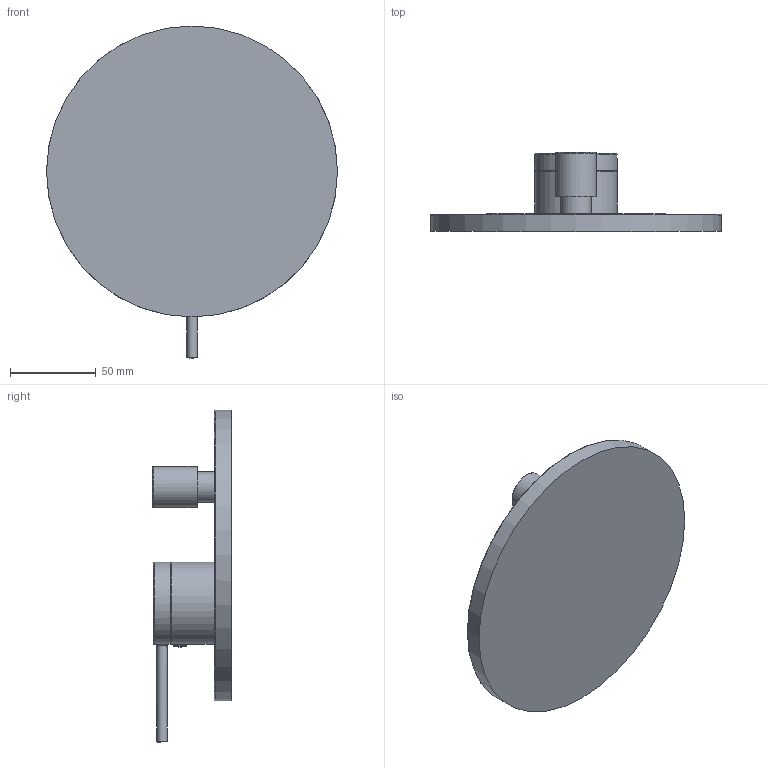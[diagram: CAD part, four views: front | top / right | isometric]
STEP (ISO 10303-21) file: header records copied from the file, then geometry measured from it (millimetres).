
FILE_DESCRIPTION(/* description */ (''),/* implementation_level */ '2;1');
FILE_NAME(/* name */ '3D_TVS106353113_Dawn.step',/* time_stamp */ '2023-01-16T09:39:57+01:00',/* author */ (''),/* organization */ (''),/* preprocessor_version */ 'ST-DEVELOPER v19.2',/* originating_system */ 'Autodesk Translation Framework v11.17.0.187',/* authorisation */ '');
FILE_SCHEMA (('AUTOMOTIVE_DESIGN { 1 0 10303 214 3 1 1 }'));
Length unit declared in the file: millimetre
Products named in the file (7): (Nicht gespeichert); MSBR-58; MSBR-57; MSBR-52; MSBR-47; MSBR-43; MSBR-26
Assembly tree (6 placements, depth 2):
  (Nicht gespeichert)
    MSBR-58
    MSBR-57
    MSBR-52
    MSBR-47
    MSBR-43
    MSBR-26
Bounding box: 170 x 46 x 194 mm (x, y, z)
Volume: 300364.8 mm3; surface area: 69681.8 mm2
Topology: 5 solids, 6 shells, 49 faces, 106 edges, 70 vertices
Faces by surface type: plane 18, cylinder 12, bspline 6, torus 6, cone 6, sphere 1
Full cylindrical faces by diameter (mm): 6 x1, 7.85 x1, 18 x1, 24 x1, 45 x1, 48 x2, 170 x1
Entity records: 2025 total; most frequent: CARTESIAN_POINT 750, DIRECTION 255, ORIENTED_EDGE 209, AXIS2_PLACEMENT_3D 114, EDGE_CURVE 105, VERTEX_POINT 70, CIRCLE 58, EDGE_LOOP 52
